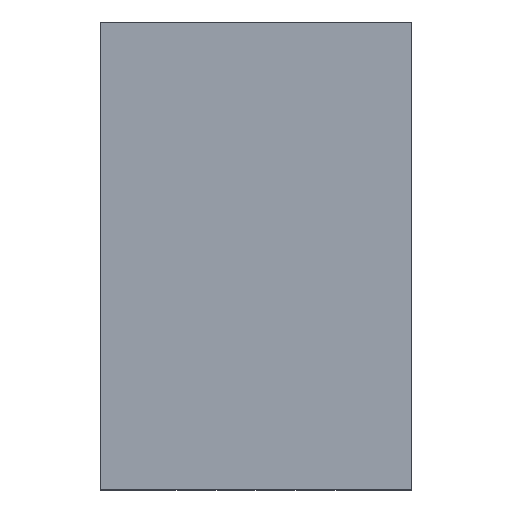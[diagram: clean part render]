
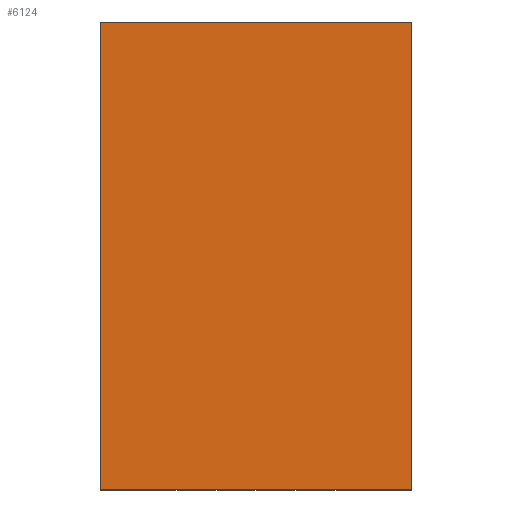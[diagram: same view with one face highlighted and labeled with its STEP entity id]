
A CAD part, top view. The second image highlights one B-rep face of the part: STEP entity #6124.
In plain terms, the highlighted face is planar.
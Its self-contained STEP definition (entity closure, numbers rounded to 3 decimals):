
#4488=DIRECTION('',(0.,0.,1.));
#4489=VECTOR('',#4488,3.);
#4490=CARTESIAN_POINT('',(-1.,0.975,-1.5));
#4491=LINE('',#4490,#4489);
#4495=DIRECTION('',(-1.,0.,0.));
#4496=VECTOR('',#4495,2.);
#4497=CARTESIAN_POINT('',(1.,0.975,-1.5));
#4498=LINE('',#4497,#4496);
#4502=DIRECTION('',(0.,0.,-1.));
#4503=VECTOR('',#4502,3.);
#4504=CARTESIAN_POINT('',(1.,0.975,1.5));
#4505=LINE('',#4504,#4503);
#4509=DIRECTION('',(1.,0.,0.));
#4510=VECTOR('',#4509,2.);
#4511=CARTESIAN_POINT('',(-1.,0.975,1.5));
#4512=LINE('',#4511,#4510);
#5289=CARTESIAN_POINT('',(-1.,0.975,-1.5));
#5290=CARTESIAN_POINT('',(-1.,0.975,1.5));
#5291=VERTEX_POINT('',#5289);
#5292=VERTEX_POINT('',#5290);
#5293=CARTESIAN_POINT('',(1.,0.975,1.5));
#5294=VERTEX_POINT('',#5293);
#5295=CARTESIAN_POINT('',(1.,0.975,-1.5));
#5296=VERTEX_POINT('',#5295);
#6113=CARTESIAN_POINT('',(0.,0.975,0.));
#6114=DIRECTION('',(0.,1.,0.));
#6115=DIRECTION('',(1.,0.,0.));
#6116=AXIS2_PLACEMENT_3D('',#6113,#6114,#6115);
#6117=PLANE('',#6116);
#6118=ORIENTED_EDGE('',*,*,#5982,.F.);
#6119=ORIENTED_EDGE('',*,*,#6025,.F.);
#6120=ORIENTED_EDGE('',*,*,#6045,.F.);
#6121=ORIENTED_EDGE('',*,*,#6086,.F.);
#6122=EDGE_LOOP('',(#6118,#6119,#6120,#6121));
#6123=FACE_OUTER_BOUND('',#6122,.F.);
#5982=EDGE_CURVE('',#5291,#5292,#4491,.T.);
#6025=EDGE_CURVE('',#5296,#5291,#4498,.T.);
#6045=EDGE_CURVE('',#5294,#5296,#4505,.T.);
#6086=EDGE_CURVE('',#5292,#5294,#4512,.T.);
#6124=ADVANCED_FACE('',(#6123),#6117,.T.);
